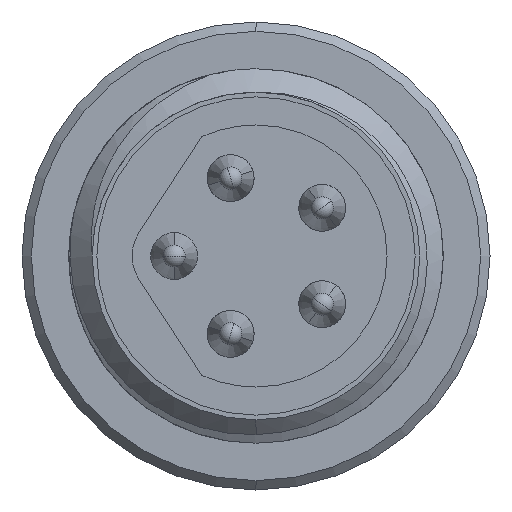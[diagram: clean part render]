
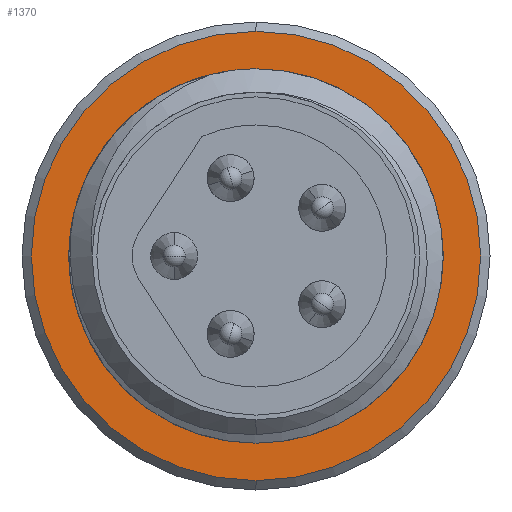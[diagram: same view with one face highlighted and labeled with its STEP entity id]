
A CAD part, left-side view. The second image highlights one B-rep face of the part: STEP entity #1370.
In plain terms, the highlighted planar face has unit normal (-1, 0, 0).
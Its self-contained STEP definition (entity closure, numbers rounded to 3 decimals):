
#91 = DIRECTION ( 'NONE',  ( 0., 0., -1. ) ) ;
#137 = CIRCLE ( 'NONE', #2327, 3.5 ) ;
#222 = CARTESIAN_POINT ( 'NONE',  ( 5., 0., 3.5 ) ) ;
#403 = EDGE_CURVE ( 'NONE', #3372, #1160, #1873, .T. ) ;
#415 = EDGE_CURVE ( 'NONE', #3758, #3985, #2663, .T. ) ;
#769 = DIRECTION ( 'NONE',  ( 0., 0., -1. ) ) ;
#1023 = CARTESIAN_POINT ( 'NONE',  ( 5., 0., 4.8 ) ) ;
#1152 = ORIENTED_EDGE ( 'NONE', *, *, #1607, .T. ) ;
#1160 = VERTEX_POINT ( 'NONE', #3513 ) ;
#1370 = ADVANCED_FACE ( 'NONE', ( #2855, #1416 ), #1440, .F. ) ;
#1416 = FACE_BOUND ( 'NONE', #2984, .T. ) ;
#1440 = PLANE ( 'NONE',  #2241 ) ;
#1472 = AXIS2_PLACEMENT_3D ( 'NONE', #2001, #3016, #1722 ) ;
#1607 = EDGE_CURVE ( 'NONE', #1160, #3372, #3752, .T. ) ;
#1722 = DIRECTION ( 'NONE',  ( 0., 0., -1. ) ) ;
#1854 = CARTESIAN_POINT ( 'NONE',  ( 5., 0., 0. ) ) ;
#1873 = CIRCLE ( 'NONE', #2588, 4.8 ) ;
#1990 = ORIENTED_EDGE ( 'NONE', *, *, #403, .T. ) ;
#2001 = CARTESIAN_POINT ( 'NONE',  ( 5., 0., 0. ) ) ;
#2051 = ORIENTED_EDGE ( 'NONE', *, *, #3124, .F. ) ;
#2241 = AXIS2_PLACEMENT_3D ( 'NONE', #2767, #3826, #769 ) ;
#2327 = AXIS2_PLACEMENT_3D ( 'NONE', #1854, #3534, #3222 ) ;
#2494 = DIRECTION ( 'NONE',  ( -1., 0., 0. ) ) ;
#2588 = AXIS2_PLACEMENT_3D ( 'NONE', #3127, #3848, #91 ) ;
#2663 = CIRCLE ( 'NONE', #3156, 3.5 ) ;
#2767 = CARTESIAN_POINT ( 'NONE',  ( 5., 3.5, 0. ) ) ;
#2788 = CARTESIAN_POINT ( 'NONE',  ( 5., 0., 0. ) ) ;
#2855 = FACE_OUTER_BOUND ( 'NONE', #3204, .T. ) ;
#2984 = EDGE_LOOP ( 'NONE', ( #2051, #3869 ) ) ;
#3016 = DIRECTION ( 'NONE',  ( -1., 0., 0. ) ) ;
#3124 = EDGE_CURVE ( 'NONE', #3985, #3758, #137, .T. ) ;
#3127 = CARTESIAN_POINT ( 'NONE',  ( 5., 0., 0. ) ) ;
#3156 = AXIS2_PLACEMENT_3D ( 'NONE', #2788, #2494, #4155 ) ;
#3204 = EDGE_LOOP ( 'NONE', ( #1152, #1990 ) ) ;
#3222 = DIRECTION ( 'NONE',  ( 0., 0., 1. ) ) ;
#3372 = VERTEX_POINT ( 'NONE', #1023 ) ;
#3513 = CARTESIAN_POINT ( 'NONE',  ( 5., 0., -4.8 ) ) ;
#3534 = DIRECTION ( 'NONE',  ( -1., 0., 0. ) ) ;
#3715 = CARTESIAN_POINT ( 'NONE',  ( 5., 0., -3.5 ) ) ;
#3752 = CIRCLE ( 'NONE', #1472, 4.8 ) ;
#3758 = VERTEX_POINT ( 'NONE', #3715 ) ;
#3826 = DIRECTION ( 'NONE',  ( 1., 0., 0. ) ) ;
#3848 = DIRECTION ( 'NONE',  ( -1., 0., 0. ) ) ;
#3869 = ORIENTED_EDGE ( 'NONE', *, *, #415, .F. ) ;
#3985 = VERTEX_POINT ( 'NONE', #222 ) ;
#4155 = DIRECTION ( 'NONE',  ( 0., 0., 1. ) ) ;
